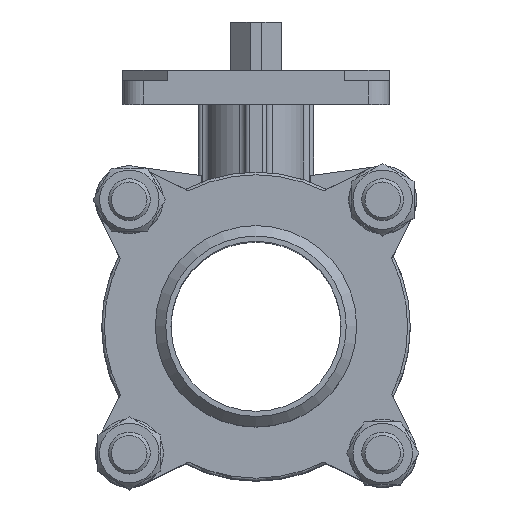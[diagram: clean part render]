
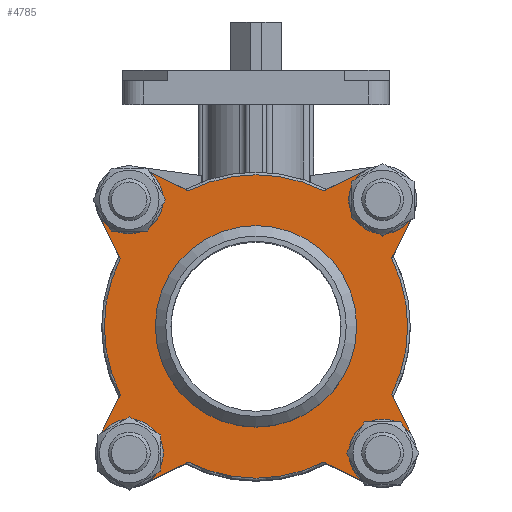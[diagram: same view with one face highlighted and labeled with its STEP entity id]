
A CAD part, top view. The second image highlights one B-rep face of the part: STEP entity #4785.
In plain terms, the highlighted planar face has unit normal (0, 0, 1).
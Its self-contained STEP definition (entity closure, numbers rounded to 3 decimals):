
#298=CIRCLE('',#5170,58.);
#301=CIRCLE('',#5174,58.);
#303=CIRCLE('',#5177,58.);
#310=CIRCLE('',#5190,38.5);
#311=CIRCLE('',#5192,58.);
#312=CIRCLE('',#5193,13.);
#313=CIRCLE('',#5194,13.);
#314=CIRCLE('',#5195,13.);
#315=CIRCLE('',#5196,13.);
#316=CIRCLE('',#5197,11.51);
#317=CIRCLE('',#5198,11.51);
#318=CIRCLE('',#5199,11.51);
#319=CIRCLE('',#5200,11.51);
#919=ORIENTED_EDGE('',*,*,#2189,.F.);
#920=ORIENTED_EDGE('',*,*,#2190,.T.);
#921=ORIENTED_EDGE('',*,*,#2191,.T.);
#922=ORIENTED_EDGE('',*,*,#2192,.T.);
#923=ORIENTED_EDGE('',*,*,#2165,.F.);
#924=ORIENTED_EDGE('',*,*,#2193,.T.);
#925=ORIENTED_EDGE('',*,*,#2194,.T.);
#926=ORIENTED_EDGE('',*,*,#2195,.T.);
#927=ORIENTED_EDGE('',*,*,#2171,.F.);
#928=ORIENTED_EDGE('',*,*,#2196,.T.);
#929=ORIENTED_EDGE('',*,*,#2197,.T.);
#930=ORIENTED_EDGE('',*,*,#2198,.T.);
#931=ORIENTED_EDGE('',*,*,#2175,.F.);
#932=ORIENTED_EDGE('',*,*,#2199,.T.);
#933=ORIENTED_EDGE('',*,*,#2200,.T.);
#934=ORIENTED_EDGE('',*,*,#2201,.T.);
#935=ORIENTED_EDGE('',*,*,#2202,.F.);
#936=ORIENTED_EDGE('',*,*,#2188,.T.);
#937=ORIENTED_EDGE('',*,*,#2203,.F.);
#938=ORIENTED_EDGE('',*,*,#2204,.F.);
#939=ORIENTED_EDGE('',*,*,#2205,.F.);
#2165=EDGE_CURVE('',#2781,#2783,#298,.T.);
#2171=EDGE_CURVE('',#2788,#2786,#301,.T.);
#2175=EDGE_CURVE('',#2792,#2790,#303,.T.);
#2188=EDGE_CURVE('',#2802,#2802,#310,.T.);
#2189=EDGE_CURVE('',#2803,#2804,#311,.T.);
#2190=EDGE_CURVE('',#2803,#2805,#3224,.T.);
#2191=EDGE_CURVE('',#2805,#2806,#312,.T.);
#2192=EDGE_CURVE('',#2806,#2783,#3225,.T.);
#2193=EDGE_CURVE('',#2781,#2807,#3226,.T.);
#2194=EDGE_CURVE('',#2807,#2808,#313,.T.);
#2195=EDGE_CURVE('',#2808,#2786,#3227,.T.);
#2196=EDGE_CURVE('',#2788,#2809,#3228,.T.);
#2197=EDGE_CURVE('',#2809,#2810,#314,.T.);
#2198=EDGE_CURVE('',#2810,#2790,#3229,.T.);
#2199=EDGE_CURVE('',#2792,#2811,#3230,.T.);
#2200=EDGE_CURVE('',#2811,#2812,#315,.T.);
#2201=EDGE_CURVE('',#2812,#2804,#3231,.T.);
#2202=EDGE_CURVE('',#2813,#2813,#316,.F.);
#2203=EDGE_CURVE('',#2814,#2814,#317,.F.);
#2204=EDGE_CURVE('',#2815,#2815,#318,.F.);
#2205=EDGE_CURVE('',#2816,#2816,#319,.F.);
#2781=VERTEX_POINT('',#7597);
#2783=VERTEX_POINT('',#7600);
#2786=VERTEX_POINT('',#7615);
#2788=VERTEX_POINT('',#7623);
#2790=VERTEX_POINT('',#7632);
#2792=VERTEX_POINT('',#7640);
#2802=VERTEX_POINT('',#7670);
#2803=VERTEX_POINT('',#7673);
#2804=VERTEX_POINT('',#7674);
#2805=VERTEX_POINT('',#7676);
#2806=VERTEX_POINT('',#7678);
#2807=VERTEX_POINT('',#7681);
#2808=VERTEX_POINT('',#7683);
#2809=VERTEX_POINT('',#7686);
#2810=VERTEX_POINT('',#7688);
#2811=VERTEX_POINT('',#7691);
#2812=VERTEX_POINT('',#7693);
#2813=VERTEX_POINT('',#7696);
#2814=VERTEX_POINT('',#7698);
#2815=VERTEX_POINT('',#7700);
#2816=VERTEX_POINT('',#7702);
#3224=LINE('',#7675,#3540);
#3225=LINE('',#7679,#3541);
#3226=LINE('',#7680,#3542);
#3227=LINE('',#7684,#3543);
#3228=LINE('',#7685,#3544);
#3229=LINE('',#7689,#3545);
#3230=LINE('',#7690,#3546);
#3231=LINE('',#7694,#3547);
#3540=VECTOR('',#6040,1000.);
#3541=VECTOR('',#6043,1000.);
#3542=VECTOR('',#6044,1000.);
#3543=VECTOR('',#6047,1000.);
#3544=VECTOR('',#6048,1000.);
#3545=VECTOR('',#6051,1000.);
#3546=VECTOR('',#6052,1000.);
#3547=VECTOR('',#6055,1000.);
#3778=EDGE_LOOP('',(#919,#920,#921,#922,#923,#924,#925,#926,#927,#928,#929,
#930,#931,#932,#933,#934));
#3779=EDGE_LOOP('',(#935));
#3780=EDGE_LOOP('',(#936));
#3781=EDGE_LOOP('',(#937));
#3782=EDGE_LOOP('',(#938));
#3783=EDGE_LOOP('',(#939));
#4205=FACE_BOUND('',#3778,.T.);
#4206=FACE_BOUND('',#3779,.T.);
#4207=FACE_BOUND('',#3780,.T.);
#4208=FACE_BOUND('',#3781,.T.);
#4209=FACE_BOUND('',#3782,.T.);
#4210=FACE_BOUND('',#3783,.T.);
#4577=PLANE('',#5191);
#4785=ADVANCED_FACE('',(#4205,#4206,#4207,#4208,#4209,#4210),#4577,.F.);
#5170=AXIS2_PLACEMENT_3D('',#7599,#5988,#5989);
#5174=AXIS2_PLACEMENT_3D('',#7624,#5996,#5997);
#5177=AXIS2_PLACEMENT_3D('',#7641,#6002,#6003);
#5190=AXIS2_PLACEMENT_3D('',#7669,#6034,#6035);
#5191=AXIS2_PLACEMENT_3D('',#7671,#6036,#6037);
#5192=AXIS2_PLACEMENT_3D('',#7672,#6038,#6039);
#5193=AXIS2_PLACEMENT_3D('',#7677,#6041,#6042);
#5194=AXIS2_PLACEMENT_3D('',#7682,#6045,#6046);
#5195=AXIS2_PLACEMENT_3D('',#7687,#6049,#6050);
#5196=AXIS2_PLACEMENT_3D('',#7692,#6053,#6054);
#5197=AXIS2_PLACEMENT_3D('',#7695,#6056,#6057);
#5198=AXIS2_PLACEMENT_3D('',#7697,#6058,#6059);
#5199=AXIS2_PLACEMENT_3D('',#7699,#6060,#6061);
#5200=AXIS2_PLACEMENT_3D('',#7701,#6062,#6063);
#5988=DIRECTION('',(0.,0.,-1.));
#5989=DIRECTION('',(-1.,0.,0.));
#5996=DIRECTION('',(0.,0.,-1.));
#5997=DIRECTION('',(-1.,0.,0.));
#6002=DIRECTION('',(0.,0.,-1.));
#6003=DIRECTION('',(-1.,0.,0.));
#6034=DIRECTION('',(0.,0.,-1.));
#6035=DIRECTION('',(-1.,0.,0.));
#6036=DIRECTION('',(0.,0.,-1.));
#6037=DIRECTION('',(-1.,0.,0.));
#6038=DIRECTION('',(0.,0.,-1.));
#6039=DIRECTION('',(-1.,0.,0.));
#6040=DIRECTION('',(-0.897,0.442,0.));
#6041=DIRECTION('',(0.,0.,1.));
#6042=DIRECTION('',(1.,0.,0.));
#6043=DIRECTION('',(0.442,-0.897,0.));
#6044=DIRECTION('',(-0.442,-0.897,0.));
#6045=DIRECTION('',(0.,0.,1.));
#6046=DIRECTION('',(1.,0.,0.));
#6047=DIRECTION('',(0.897,0.442,0.));
#6048=DIRECTION('',(0.897,-0.442,0.));
#6049=DIRECTION('',(0.,0.,1.));
#6050=DIRECTION('',(1.,0.,0.));
#6051=DIRECTION('',(-0.442,0.897,0.));
#6052=DIRECTION('',(0.442,0.897,0.));
#6053=DIRECTION('',(0.,0.,1.));
#6054=DIRECTION('',(1.,0.,0.));
#6055=DIRECTION('',(-0.897,-0.442,0.));
#6056=DIRECTION('',(0.,0.,-1.));
#6057=DIRECTION('',(-1.,0.,0.));
#6058=DIRECTION('',(0.,0.,-1.));
#6059=DIRECTION('',(-1.,0.,0.));
#6060=DIRECTION('',(0.,0.,-1.));
#6061=DIRECTION('',(-1.,0.,0.));
#6062=DIRECTION('',(0.,0.,-1.));
#6063=DIRECTION('',(-1.,0.,0.));
#7597=CARTESIAN_POINT('',(-51.865,-25.962,57.5));
#7599=CARTESIAN_POINT('',(0.,0.,57.5));
#7600=CARTESIAN_POINT('',(-51.865,25.962,57.5));
#7615=CARTESIAN_POINT('',(-25.962,-51.865,57.5));
#7623=CARTESIAN_POINT('',(25.962,-51.865,57.5));
#7624=CARTESIAN_POINT('',(0.,0.,57.5));
#7632=CARTESIAN_POINT('',(51.865,-25.962,57.5));
#7640=CARTESIAN_POINT('',(51.865,25.962,57.5));
#7641=CARTESIAN_POINT('',(0.,0.,57.5));
#7669=CARTESIAN_POINT('',(0.,0.,57.5));
#7670=CARTESIAN_POINT('',(-38.5,0.,57.5));
#7671=CARTESIAN_POINT('',(0.,38.5,57.5));
#7672=CARTESIAN_POINT('',(0.,0.,57.5));
#7673=CARTESIAN_POINT('',(-25.962,51.865,57.5));
#7674=CARTESIAN_POINT('',(25.962,51.865,57.5));
#7675=CARTESIAN_POINT('',(0.,39.087,57.5));
#7676=CARTESIAN_POINT('',(-42.696,60.101,57.5));
#7677=CARTESIAN_POINT('',(-48.437,48.437,57.5));
#7678=CARTESIAN_POINT('',(-60.101,42.696,57.5));
#7679=CARTESIAN_POINT('',(-60.101,42.696,57.5));
#7680=CARTESIAN_POINT('',(-39.087,0.,57.5));
#7681=CARTESIAN_POINT('',(-60.101,-42.696,57.5));
#7682=CARTESIAN_POINT('',(-48.437,-48.437,57.5));
#7683=CARTESIAN_POINT('',(-42.696,-60.101,57.5));
#7684=CARTESIAN_POINT('',(-42.696,-60.101,57.5));
#7685=CARTESIAN_POINT('',(0.,-39.087,57.5));
#7686=CARTESIAN_POINT('',(42.696,-60.101,57.5));
#7687=CARTESIAN_POINT('',(48.437,-48.437,57.5));
#7688=CARTESIAN_POINT('',(60.101,-42.696,57.5));
#7689=CARTESIAN_POINT('',(60.101,-42.696,57.5));
#7690=CARTESIAN_POINT('',(39.087,0.,57.5));
#7691=CARTESIAN_POINT('',(60.101,42.696,57.5));
#7692=CARTESIAN_POINT('',(48.437,48.437,57.5));
#7693=CARTESIAN_POINT('',(42.696,60.101,57.5));
#7694=CARTESIAN_POINT('',(42.696,60.101,57.5));
#7695=CARTESIAN_POINT('',(-48.437,48.437,57.5));
#7696=CARTESIAN_POINT('',(-59.947,48.437,57.5));
#7697=CARTESIAN_POINT('',(48.437,-48.437,57.5));
#7698=CARTESIAN_POINT('',(36.927,-48.437,57.5));
#7699=CARTESIAN_POINT('',(48.437,48.437,57.5));
#7700=CARTESIAN_POINT('',(36.927,48.437,57.5));
#7701=CARTESIAN_POINT('',(-48.437,-48.437,57.5));
#7702=CARTESIAN_POINT('',(-59.947,-48.437,57.5));
